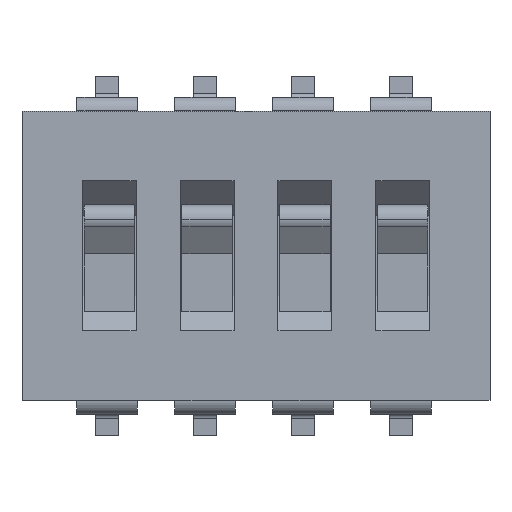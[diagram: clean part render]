
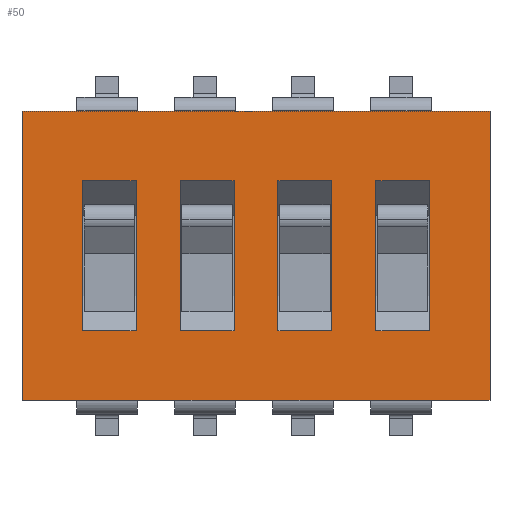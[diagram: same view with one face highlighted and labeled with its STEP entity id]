
A CAD part, top view. The second image highlights one B-rep face of the part: STEP entity #50.
In plain terms, the highlighted planar face has unit normal (0, 0, 1).
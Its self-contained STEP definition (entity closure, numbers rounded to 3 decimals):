
#50=ADVANCED_FACE('',(#259,#260,#261,#262,#263),#264,.T.);
#259=FACE_OUTER_BOUND('',#675,.T.);
#260=FACE_BOUND('',#676,.T.);
#261=FACE_BOUND('',#677,.T.);
#262=FACE_BOUND('',#678,.T.);
#263=FACE_BOUND('',#679,.T.);
#264=PLANE('',#680);
#675=EDGE_LOOP('',(#1111,#1112,#1113,#1114));
#676=EDGE_LOOP('',(#1115,#1116,#1117,#1118));
#677=EDGE_LOOP('',(#1119,#1120,#1121,#1122));
#678=EDGE_LOOP('',(#1123,#1124,#1125,#1126));
#679=EDGE_LOOP('',(#1127,#1128,#1129,#1130));
#680=AXIS2_PLACEMENT_3D('',#1131,#1132,#1133);
#1111=ORIENTED_EDGE('',*,*,#2875,.T.);
#1112=ORIENTED_EDGE('',*,*,#2876,.T.);
#1113=ORIENTED_EDGE('',*,*,#2877,.T.);
#1114=ORIENTED_EDGE('',*,*,#2878,.T.);
#1115=ORIENTED_EDGE('',*,*,#2879,.T.);
#1116=ORIENTED_EDGE('',*,*,#2880,.T.);
#1117=ORIENTED_EDGE('',*,*,#2881,.T.);
#1118=ORIENTED_EDGE('',*,*,#2882,.T.);
#1119=ORIENTED_EDGE('',*,*,#2883,.T.);
#1120=ORIENTED_EDGE('',*,*,#2884,.T.);
#1121=ORIENTED_EDGE('',*,*,#2885,.T.);
#1122=ORIENTED_EDGE('',*,*,#2886,.T.);
#1123=ORIENTED_EDGE('',*,*,#2887,.T.);
#1124=ORIENTED_EDGE('',*,*,#2888,.T.);
#1125=ORIENTED_EDGE('',*,*,#2889,.T.);
#1126=ORIENTED_EDGE('',*,*,#2890,.T.);
#1127=ORIENTED_EDGE('',*,*,#2891,.T.);
#1128=ORIENTED_EDGE('',*,*,#2892,.T.);
#1129=ORIENTED_EDGE('',*,*,#2893,.T.);
#1130=ORIENTED_EDGE('',*,*,#2894,.T.);
#1131=CARTESIAN_POINT('',(0.0,0.0,0.0));
#1132=DIRECTION('',(0.0,0.0,1.0));
#1133=DIRECTION('',(1.0,0.0,0.0));
#2875=EDGE_CURVE('',#3473,#3474,#3475,.T.);
#2876=EDGE_CURVE('',#3474,#3476,#3477,.T.);
#2877=EDGE_CURVE('',#3476,#3478,#3479,.T.);
#2878=EDGE_CURVE('',#3478,#3473,#3480,.T.);
#2879=EDGE_CURVE('',#3481,#3482,#3483,.T.);
#2880=EDGE_CURVE('',#3482,#3484,#3485,.T.);
#2881=EDGE_CURVE('',#3484,#3486,#3487,.T.);
#2882=EDGE_CURVE('',#3486,#3481,#3488,.T.);
#2883=EDGE_CURVE('',#3489,#3490,#3491,.T.);
#2884=EDGE_CURVE('',#3490,#3492,#3493,.T.);
#2885=EDGE_CURVE('',#3492,#3494,#3495,.T.);
#2886=EDGE_CURVE('',#3494,#3489,#3496,.T.);
#2887=EDGE_CURVE('',#3497,#3498,#3499,.T.);
#2888=EDGE_CURVE('',#3498,#3500,#3501,.T.);
#2889=EDGE_CURVE('',#3500,#3502,#3503,.T.);
#2890=EDGE_CURVE('',#3502,#3497,#3504,.T.);
#2891=EDGE_CURVE('',#3505,#3506,#3507,.T.);
#2892=EDGE_CURVE('',#3506,#3508,#3509,.T.);
#2893=EDGE_CURVE('',#3508,#3510,#3511,.T.);
#2894=EDGE_CURVE('',#3510,#3505,#3512,.T.);
#3473=VERTEX_POINT('',#4443);
#3474=VERTEX_POINT('',#4444);
#3475=LINE('',#4445,#4446);
#3476=VERTEX_POINT('',#4447);
#3477=LINE('',#4448,#4449);
#3478=VERTEX_POINT('',#4450);
#3479=LINE('',#4451,#4452);
#3480=LINE('',#4453,#4454);
#3481=VERTEX_POINT('',#4455);
#3482=VERTEX_POINT('',#4456);
#3483=LINE('',#4457,#4458);
#3484=VERTEX_POINT('',#4459);
#3485=LINE('',#4460,#4461);
#3486=VERTEX_POINT('',#4462);
#3487=LINE('',#4463,#4464);
#3488=LINE('',#4465,#4466);
#3489=VERTEX_POINT('',#4467);
#3490=VERTEX_POINT('',#4468);
#3491=LINE('',#4469,#4470);
#3492=VERTEX_POINT('',#4471);
#3493=LINE('',#4472,#4473);
#3494=VERTEX_POINT('',#4474);
#3495=LINE('',#4475,#4476);
#3496=LINE('',#4477,#4478);
#3497=VERTEX_POINT('',#4479);
#3498=VERTEX_POINT('',#4480);
#3499=LINE('',#4481,#4482);
#3500=VERTEX_POINT('',#4483);
#3501=LINE('',#4484,#4485);
#3502=VERTEX_POINT('',#4486);
#3503=LINE('',#4487,#4488);
#3504=LINE('',#4489,#4490);
#3505=VERTEX_POINT('',#4491);
#3506=VERTEX_POINT('',#4492);
#3507=LINE('',#4493,#4494);
#3508=VERTEX_POINT('',#4495);
#3509=LINE('',#4496,#4497);
#3510=VERTEX_POINT('',#4498);
#3511=LINE('',#4499,#4500);
#3512=LINE('',#4501,#4502);
#4443=CARTESIAN_POINT('',(-6.07,-3.75,0.0));
#4444=CARTESIAN_POINT('',(6.07,-3.75,0.0));
#4445=CARTESIAN_POINT('',(-6.07,-3.75,0.0));
#4446=VECTOR('',#5899,12.14);
#4447=CARTESIAN_POINT('',(6.07,3.75,0.0));
#4448=CARTESIAN_POINT('',(6.07,-3.75,0.0));
#4449=VECTOR('',#5900,7.5);
#4450=CARTESIAN_POINT('',(-6.07,3.75,0.0));
#4451=CARTESIAN_POINT('',(6.07,3.75,0.0));
#4452=VECTOR('',#5901,12.14);
#4453=CARTESIAN_POINT('',(-6.07,3.75,0.0));
#4454=VECTOR('',#5902,7.5);
#4455=CARTESIAN_POINT('',(-3.11,1.95,0.0));
#4456=CARTESIAN_POINT('',(-3.11,-1.95,0.0));
#4457=CARTESIAN_POINT('',(-3.11,1.95,0.0));
#4458=VECTOR('',#5903,3.9);
#4459=CARTESIAN_POINT('',(-4.51,-1.95,0.0));
#4460=CARTESIAN_POINT('',(-3.11,-1.95,0.0));
#4461=VECTOR('',#5904,1.4);
#4462=CARTESIAN_POINT('',(-4.51,1.95,0.0));
#4463=CARTESIAN_POINT('',(-4.51,-1.95,0.0));
#4464=VECTOR('',#5905,3.9);
#4465=CARTESIAN_POINT('',(-4.51,1.95,0.0));
#4466=VECTOR('',#5906,1.4);
#4467=CARTESIAN_POINT('',(-0.57,1.95,0.0));
#4468=CARTESIAN_POINT('',(-0.57,-1.95,0.0));
#4469=CARTESIAN_POINT('',(-0.57,1.95,0.0));
#4470=VECTOR('',#5907,3.9);
#4471=CARTESIAN_POINT('',(-1.97,-1.95,0.0));
#4472=CARTESIAN_POINT('',(-0.57,-1.95,0.0));
#4473=VECTOR('',#5908,1.4);
#4474=CARTESIAN_POINT('',(-1.97,1.95,0.0));
#4475=CARTESIAN_POINT('',(-1.97,-1.95,0.0));
#4476=VECTOR('',#5909,3.9);
#4477=CARTESIAN_POINT('',(-1.97,1.95,0.0));
#4478=VECTOR('',#5910,1.4);
#4479=CARTESIAN_POINT('',(1.97,1.95,0.0));
#4480=CARTESIAN_POINT('',(1.97,-1.95,0.0));
#4481=CARTESIAN_POINT('',(1.97,1.95,0.0));
#4482=VECTOR('',#5911,3.9);
#4483=CARTESIAN_POINT('',(0.57,-1.95,0.0));
#4484=CARTESIAN_POINT('',(1.97,-1.95,0.0));
#4485=VECTOR('',#5912,1.4);
#4486=CARTESIAN_POINT('',(0.57,1.95,0.0));
#4487=CARTESIAN_POINT('',(0.57,-1.95,0.0));
#4488=VECTOR('',#5913,3.9);
#4489=CARTESIAN_POINT('',(0.57,1.95,0.0));
#4490=VECTOR('',#5914,1.4);
#4491=CARTESIAN_POINT('',(4.51,1.95,0.0));
#4492=CARTESIAN_POINT('',(4.51,-1.95,0.0));
#4493=CARTESIAN_POINT('',(4.51,1.95,0.0));
#4494=VECTOR('',#5915,3.9);
#4495=CARTESIAN_POINT('',(3.11,-1.95,0.0));
#4496=CARTESIAN_POINT('',(4.51,-1.95,0.0));
#4497=VECTOR('',#5916,1.4);
#4498=CARTESIAN_POINT('',(3.11,1.95,0.0));
#4499=CARTESIAN_POINT('',(3.11,-1.95,0.0));
#4500=VECTOR('',#5917,3.9);
#4501=CARTESIAN_POINT('',(3.11,1.95,0.0));
#4502=VECTOR('',#5918,1.4);
#5899=DIRECTION('',(1.0,0.0,0.0));
#5900=DIRECTION('',(0.0,1.0,0.0));
#5901=DIRECTION('',(-1.0,0.0,0.0));
#5902=DIRECTION('',(0.0,-1.0,0.0));
#5903=DIRECTION('',(0.0,-1.0,0.0));
#5904=DIRECTION('',(-1.0,0.0,0.0));
#5905=DIRECTION('',(0.0,1.0,0.0));
#5906=DIRECTION('',(1.0,0.0,0.0));
#5907=DIRECTION('',(0.0,-1.0,0.0));
#5908=DIRECTION('',(-1.0,0.0,0.0));
#5909=DIRECTION('',(0.0,1.0,0.0));
#5910=DIRECTION('',(1.0,0.0,0.0));
#5911=DIRECTION('',(0.0,-1.0,0.0));
#5912=DIRECTION('',(-1.0,0.0,0.0));
#5913=DIRECTION('',(0.0,1.0,0.0));
#5914=DIRECTION('',(1.0,0.0,0.0));
#5915=DIRECTION('',(0.0,-1.0,0.0));
#5916=DIRECTION('',(-1.0,0.0,0.0));
#5917=DIRECTION('',(0.0,1.0,0.0));
#5918=DIRECTION('',(1.0,0.0,0.0));
